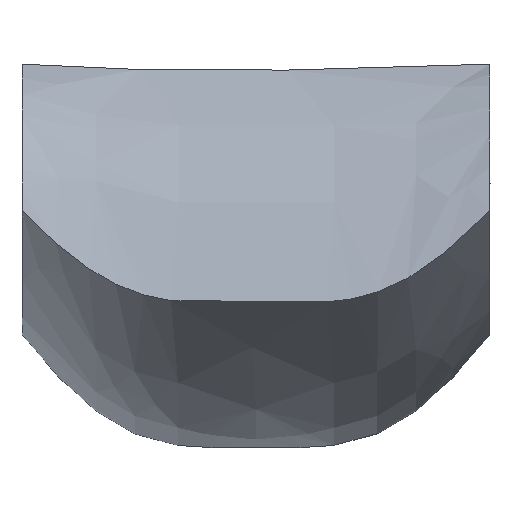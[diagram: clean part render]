
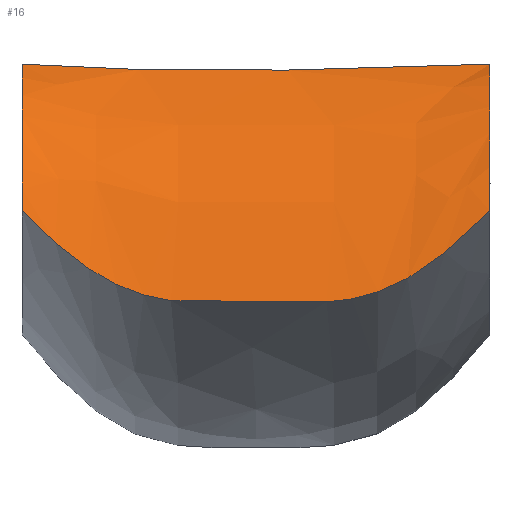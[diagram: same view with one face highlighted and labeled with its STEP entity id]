
A CAD part, front view. The second image highlights one B-rep face of the part: STEP entity #16.
In plain terms, the highlighted free-form (B-spline) face has degree [3, 3] with [7, 4] control points.
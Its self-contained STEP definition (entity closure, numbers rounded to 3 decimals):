
#16=ADVANCED_FACE('',(#22),#92,.T.);
#22=FACE_OUTER_BOUND('',#28,.T.);
#28=EDGE_LOOP('',(#40,#41,#42,#43));
#40=ORIENTED_EDGE('',*,*,#63,.T.);
#41=ORIENTED_EDGE('',*,*,#65,.T.);
#42=ORIENTED_EDGE('',*,*,#61,.T.);
#43=ORIENTED_EDGE('',*,*,#66,.F.);
#61=EDGE_CURVE('',#84,#83,#73,.T.);
#63=EDGE_CURVE('',#86,#85,#75,.T.);
#65=EDGE_CURVE('',#85,#84,#77,.T.);
#66=EDGE_CURVE('',#86,#83,#78,.T.);
#73=B_SPLINE_CURVE_WITH_KNOTS('',3,(#401,#402,#403,#404),.UNSPECIFIED.,
 .F.,.F.,(4,4),(-1532.209,-711.134),.UNSPECIFIED.);
#75=B_SPLINE_CURVE_WITH_KNOTS('',3,(#415,#416,#417,#418),.UNSPECIFIED.,
 .F.,.F.,(4,4),(711.134,1532.209),.UNSPECIFIED.);
#77=B_SPLINE_CURVE_WITH_KNOTS('',3,(#425,#426,#427,#428,#429,#430,#431),
 .UNSPECIFIED.,.F.,.F.,(4,1,1,1,4),(0.,156.03,216.856,
277.681,433.711),.UNSPECIFIED.);
#78=B_SPLINE_CURVE_WITH_KNOTS('',3,(#432,#433,#434,#435,#436,#437,#438),
 .UNSPECIFIED.,.F.,.F.,(4,1,1,1,4),(0.,156.03,216.856,
277.681,433.711),.UNSPECIFIED.);
#83=VERTEX_POINT('',#365);
#84=VERTEX_POINT('',#366);
#85=VERTEX_POINT('',#367);
#86=VERTEX_POINT('',#368);
#92=B_SPLINE_SURFACE_WITH_KNOTS('',3,3,((#290,#291,#292,#293),(#294,#295,
#296,#297),(#298,#299,#300,#301),(#302,#303,#304,#305),(#306,#307,#308,
#309),(#310,#311,#312,#313),(#314,#315,#316,#317)),.UNSPECIFIED.,.F.,.F.,
 .F.,(4,1,1,1,4),(4,4),(0.,156.03,216.856,277.681,
433.711),(-1532.209,-711.134),.UNSPECIFIED.);
#290=CARTESIAN_POINT('',(1696.744,10746.653,-243.817));
#291=CARTESIAN_POINT('',(1696.744,10701.484,-262.227));
#292=CARTESIAN_POINT('',(1696.744,10669.659,-297.775));
#293=CARTESIAN_POINT('',(1696.744,10651.175,-350.46));
#294=CARTESIAN_POINT('',(1660.455,10745.863,-246.192));
#295=CARTESIAN_POINT('',(1660.455,10699.018,-272.241));
#296=CARTESIAN_POINT('',(1660.455,10664.675,-319.26));
#297=CARTESIAN_POINT('',(1660.455,10642.832,-387.248));
#298=CARTESIAN_POINT('',(1615.681,10745.122,-248.42));
#299=CARTESIAN_POINT('',(1615.681,10696.705,-281.637));
#300=CARTESIAN_POINT('',(1615.681,10659.999,-339.419));
#301=CARTESIAN_POINT('',(1615.681,10635.004,-421.767));
#302=CARTESIAN_POINT('',(1526.744,10745.277,-247.955));
#303=CARTESIAN_POINT('',(1526.744,10697.188,-279.674));
#304=CARTESIAN_POINT('',(1526.744,10660.975,-335.209));
#305=CARTESIAN_POINT('',(1526.744,10636.639,-414.557));
#306=CARTESIAN_POINT('',(1437.808,10745.122,-248.42));
#307=CARTESIAN_POINT('',(1437.808,10696.705,-281.637));
#308=CARTESIAN_POINT('',(1437.808,10659.999,-339.419));
#309=CARTESIAN_POINT('',(1437.808,10635.004,-421.767));
#310=CARTESIAN_POINT('',(1393.034,10745.863,-246.192));
#311=CARTESIAN_POINT('',(1393.034,10699.018,-272.241));
#312=CARTESIAN_POINT('',(1393.034,10664.675,-319.26));
#313=CARTESIAN_POINT('',(1393.034,10642.832,-387.248));
#314=CARTESIAN_POINT('',(1356.744,10746.653,-243.817));
#315=CARTESIAN_POINT('',(1356.744,10701.484,-262.227));
#316=CARTESIAN_POINT('',(1356.744,10669.659,-297.775));
#317=CARTESIAN_POINT('',(1356.744,10651.175,-350.46));
#365=CARTESIAN_POINT('',(1356.744,10651.175,-350.46));
#366=CARTESIAN_POINT('',(1356.744,10746.653,-243.817));
#367=CARTESIAN_POINT('',(1696.744,10746.653,-243.817));
#368=CARTESIAN_POINT('',(1696.744,10651.175,-350.46));
#401=CARTESIAN_POINT('',(1356.744,10746.653,-243.817));
#402=CARTESIAN_POINT('',(1356.744,10701.484,-262.227));
#403=CARTESIAN_POINT('',(1356.744,10669.659,-297.775));
#404=CARTESIAN_POINT('',(1356.744,10651.175,-350.46));
#415=CARTESIAN_POINT('',(1696.744,10651.175,-350.46));
#416=CARTESIAN_POINT('',(1696.744,10669.659,-297.775));
#417=CARTESIAN_POINT('',(1696.744,10701.484,-262.227));
#418=CARTESIAN_POINT('',(1696.744,10746.653,-243.817));
#425=CARTESIAN_POINT('',(1696.744,10746.653,-243.817));
#426=CARTESIAN_POINT('',(1660.455,10745.863,-246.192));
#427=CARTESIAN_POINT('',(1615.681,10745.122,-248.42));
#428=CARTESIAN_POINT('',(1526.744,10745.277,-247.955));
#429=CARTESIAN_POINT('',(1437.808,10745.122,-248.42));
#430=CARTESIAN_POINT('',(1393.034,10745.863,-246.192));
#431=CARTESIAN_POINT('',(1356.744,10746.653,-243.817));
#432=CARTESIAN_POINT('',(1696.744,10651.175,-350.46));
#433=CARTESIAN_POINT('',(1660.455,10642.832,-387.248));
#434=CARTESIAN_POINT('',(1615.681,10635.004,-421.767));
#435=CARTESIAN_POINT('',(1526.744,10636.639,-414.557));
#436=CARTESIAN_POINT('',(1437.808,10635.004,-421.767));
#437=CARTESIAN_POINT('',(1393.034,10642.832,-387.248));
#438=CARTESIAN_POINT('',(1356.744,10651.175,-350.46));
